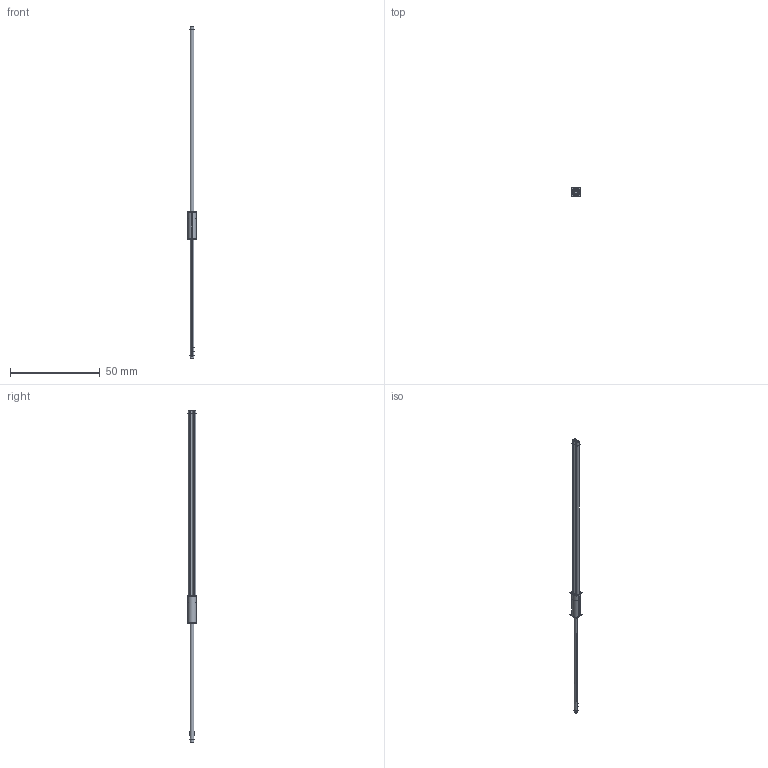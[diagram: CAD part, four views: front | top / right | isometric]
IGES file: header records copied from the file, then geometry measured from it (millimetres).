
Start section:  PTC IGES file: 192772.igs
Global section: file name: 192772.igs; native system: Creo Parametric by Parametric Technology Corporation; preprocessor: 2013230; author: pdmadmin; organization: Unknown; date: 20160209.172236; units: millimetre
Bounding box: 4.89 x 4.89 x 184.95 mm (x, y, z)
Volume: 930.4 mm3; surface area: 13416.3 mm2
Topology: 6 solids, 6 shells, 100 faces, 468 edges, 596 vertices
Faces by surface type: revolution 68, bspline 32
